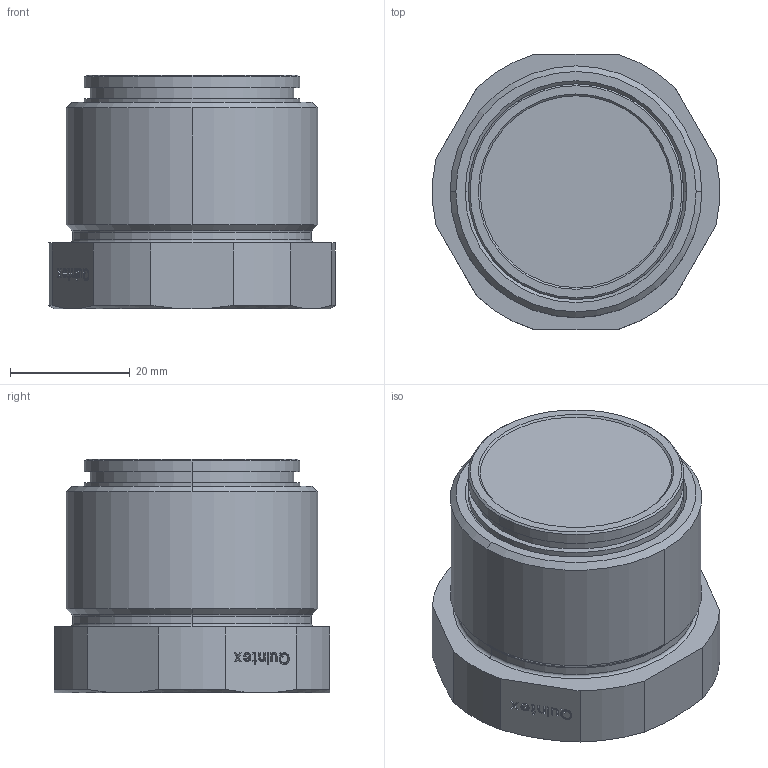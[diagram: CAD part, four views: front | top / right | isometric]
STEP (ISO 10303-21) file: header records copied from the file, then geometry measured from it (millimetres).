
FILE_DESCRIPTION(('Creo Elements/Direct Modeling STEP Export'),'2;1');
FILE_NAME('LBPP36.stp','2017-07-25T14:24:31',(''),(''),'Creo Elements/Direct Modeling STEP processor for AP214 (Solid Model)','Creo Elements/Direct Modeling 18.1E 22-Nov-2013 (C) Parametric Technology GmbH','');
FILE_SCHEMA(('AUTOMOTIVE_DESIGN { 1 0 10303 214 1 1 1 1 }'));
Length unit declared in the file: millimetre
Products named in the file (3): T1; T1.1; B1
Assembly tree (2 placements, depth 2):
  B1
    T1.1
    T1
Bounding box: 47.85 x 46 x 39 mm (x, y, z)
Volume: 54714.4 mm3; surface area: 17792.4 mm2
Topology: 2 solids, 2 shells, 718 faces, 2005 edges, 1328 vertices
Faces by surface type: plane 666, cone 24, cylinder 22, torus 6
Entity records: 22613 total; most frequent: CARTESIAN_POINT 4193, ORIENTED_EDGE 4010, DIRECTION 3411, EDGE_CURVE 2005, VECTOR 1903, LINE 1903, VERTEX_POINT 1328, EDGE_LOOP 757
